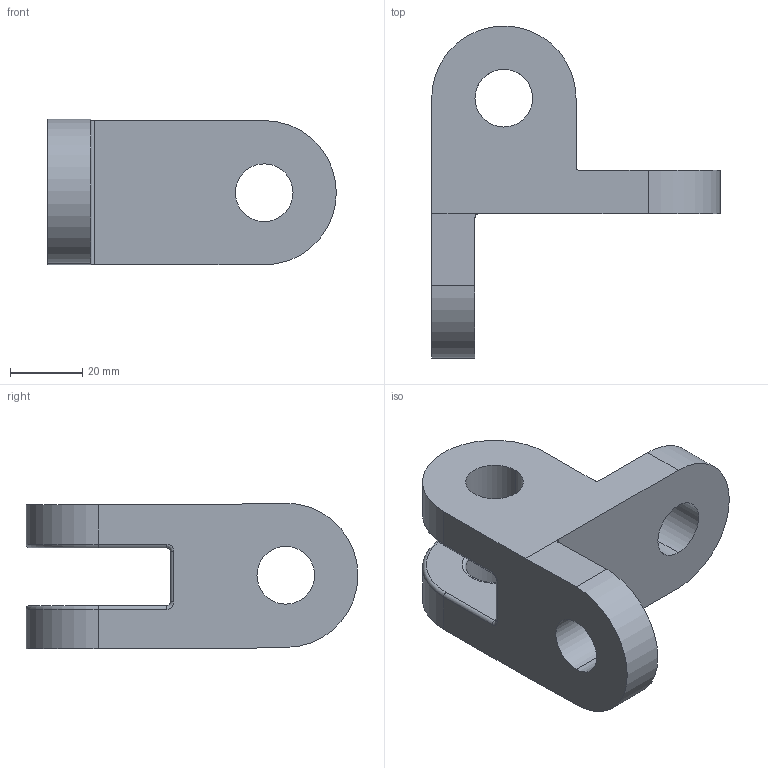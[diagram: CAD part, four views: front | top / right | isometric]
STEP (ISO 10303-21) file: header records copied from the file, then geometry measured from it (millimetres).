
FILE_DESCRIPTION (( 'STEP AP214' ), '1' );
FILE_NAME ('part7.STEP', '2025-07-08T09:13:35', ( '' ), ( '' ), 'SwSTEP 2.0', 'SolidWorks 2024', '' );
FILE_SCHEMA (( 'AUTOMOTIVE_DESIGN' ));
Length unit declared in the file: millimetre
Products named in the file (1): part7
Bounding box: 80 x 92 x 40.4 mm (x, y, z)
Volume: 78080.9 mm3; surface area: 20191.2 mm2
Topology: 1 solids, 1 shells, 42 faces, 104 edges, 64 vertices
Faces by surface type: cylinder 22, plane 12, torus 8
Entity records: 1291 total; most frequent: DIRECTION 240, CARTESIAN_POINT 217, ORIENTED_EDGE 208, EDGE_CURVE 104, AXIS2_PLACEMENT_3D 95, VERTEX_POINT 64, CIRCLE 52, VECTOR 50
